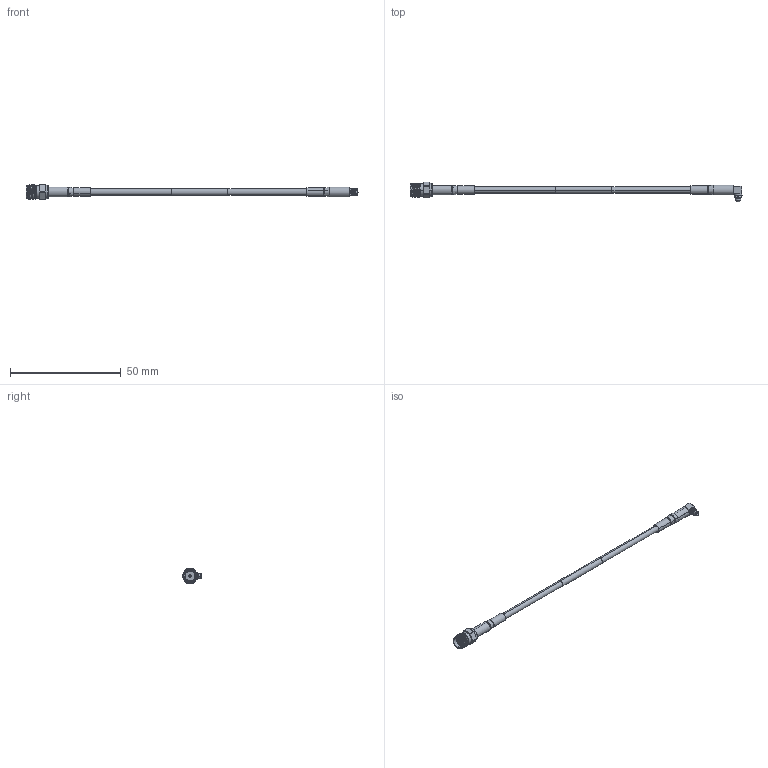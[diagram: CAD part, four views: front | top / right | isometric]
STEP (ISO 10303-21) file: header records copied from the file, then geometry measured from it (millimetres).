
FILE_DESCRIPTION (( 'STEP AP214' ), '1' );
FILE_NAME ('FMCA3173_3D.step', '2023-05-01T21:42:22', ( '' ), ( '' ), 'SwSTEP 2.0', 'SolidWorks 2022', '' );
FILE_SCHEMA (( 'AUTOMOTIVE_DESIGN' ));
Length unit declared in the file: inch
Products named in the file (5): SC7078; LMR-100A-PVC-FM_5 INCH CABLE WITH LABEL; SC9535; CA-100-MA1_.75" LENGTH; FMCA3173_3D
Assembly tree (5 placements, depth 2):
  FMCA3173_3D
    SC7078
    LMR-100A-PVC-FM_5 INCH CABLE WITH LABEL
    SC9535
    CA-100-MA1_.75" LENGTH  x2
Bounding box: 149.9 x 8.88 x 6.35 mm (x, y, z)
Volume: 1333.2 mm3; surface area: 3057.9 mm2
Topology: 7 solids, 7 shells, 198 faces, 420 edges, 252 vertices
Faces by surface type: cylinder 80, plane 46, cone 46, torus 18, bspline 8
Entity records: 7028 total; most frequent: CARTESIAN_POINT 2907, DIRECTION 828, ORIENTED_EDGE 748, EDGE_CURVE 374, AXIS2_PLACEMENT_3D 360, VERTEX_POINT 228, EDGE_LOOP 198, CIRCLE 184
